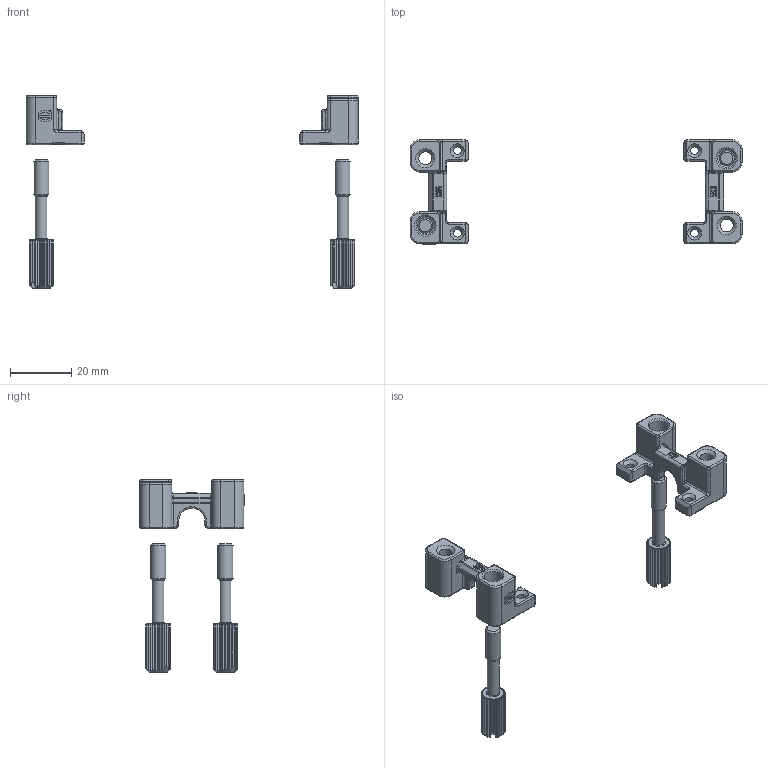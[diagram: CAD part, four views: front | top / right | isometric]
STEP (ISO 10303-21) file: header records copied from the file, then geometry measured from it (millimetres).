
FILE_DESCRIPTION(/* description */ (''),/* implementation_level */ '2;1');
FILE_NAME(/* name */ '100175150ugm000_b.stp',/* time_stamp */ '2018-11-20T09:51:44+01:00',/* author */ (''),/* organization */ (''),/* preprocessor_version */ 'ST-DEVELOPER v16.7',/* originating_system */ 'SIEMENS PLM Software NX 12.0',/* authorisation */ '');
FILE_SCHEMA (('AUTOMOTIVE_DESIGN { 1 0 10303 214 3 1 1 1 }'));
Length unit declared in the file: millimetre
Products named in the file (1): 100175150ugm000_b
Bounding box: 108.5 x 34.1 x 63 mm (x, y, z)
Volume: 8728.4 mm3; surface area: 7586.6 mm2
Topology: 4 solids, 4 shells, 835 faces, 2189 edges, 1597 vertices
Faces by surface type: plane 295, cylinder 248, bspline 160, torus 96, cone 30, sphere 4, extrusion 2
Full cylindrical faces by diameter (mm): 0.268 x1, 0.394 x1, 2.5 x4, 3.9 x2, 4.2 x2, 5 x4, 6 x4
Entity records: 35949 total; most frequent: CARTESIAN_POINT 16000, ORIENTED_EDGE 3980, DIRECTION 3665, EDGE_CURVE 1990, AXIS2_PLACEMENT_3D 1378, VERTEX_POINT 1230, EDGE_LOOP 916, VECTOR 909
